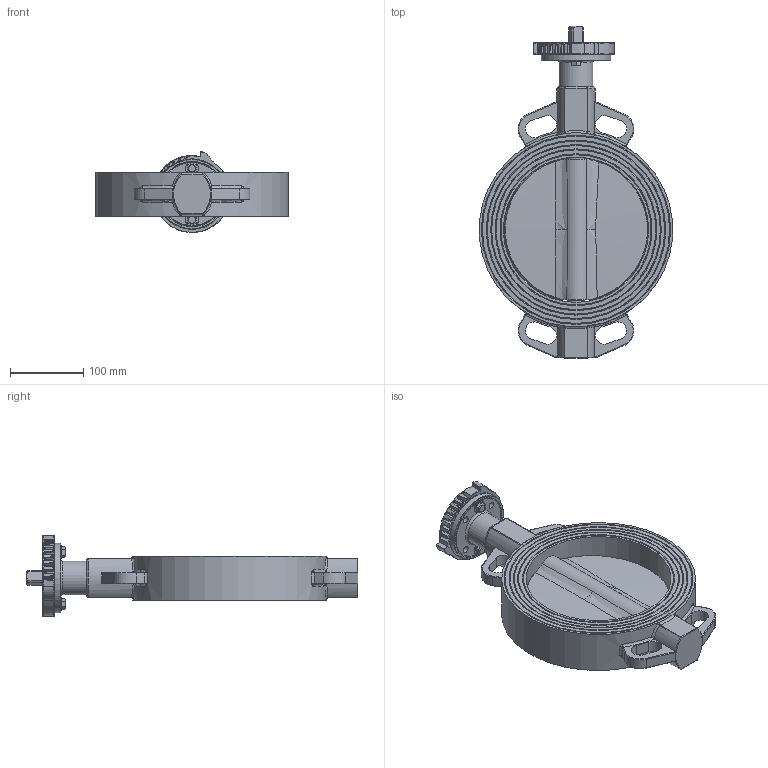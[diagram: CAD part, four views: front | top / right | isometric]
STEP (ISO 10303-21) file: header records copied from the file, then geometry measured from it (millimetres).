
FILE_DESCRIPTION(/* description */ ('1112200'),/* implementation_level */ '2;1');
FILE_NAME(/* name */ '1112200.stp',/* time_stamp */ '2015-04-24T09:12:40+02:00',/* author */ ('jmorand'),/* organization */ ('Sferaco'),/* preprocessor_version */ 'ST-DEVELOPER v15.6',/* originating_system */ 'Autodesk Inventor 2015',/* authorisation */ '');
FILE_SCHEMA (('AUTOMOTIVE_DESIGN { 1 0 10303 214 3 1 1 }'));
Products named in the file (1): 1112200
Bounding box: 263.03 x 452 x 110.35 mm (x, y, z)
Volume: 2444704.5 mm3; surface area: 382913.8 mm2
Topology: 19 solids, 19 shells, 1434 faces, 3291 edges, 1899 vertices
Faces by surface type: cylinder 469, plane 433, torus 278, bspline 129, sphere 77, cone 48
Full cylindrical faces by diameter (mm): 6 x2, 7 x4, 8 x2, 9 x10, 13 x2, 18 x2, 18.8 x2, 21.3 x1, 21.75 x1, 22 x4, 23 x2, 23.1 x1, 23.2 x13, 32 x11, 34 x1, 46 x1, 55 x1, 56 x1, 86.3 x1, 88 x1, 95 x1, 197.9 x1
Entity records: 52814 total; most frequent: CARTESIAN_POINT 21910, DIRECTION 6661, ORIENTED_EDGE 6140, EDGE_CURVE 3070, AXIS2_PLACEMENT_3D 2772, VERTEX_POINT 1872, EDGE_LOOP 1702, FACE_OUTER_BOUND 1434
